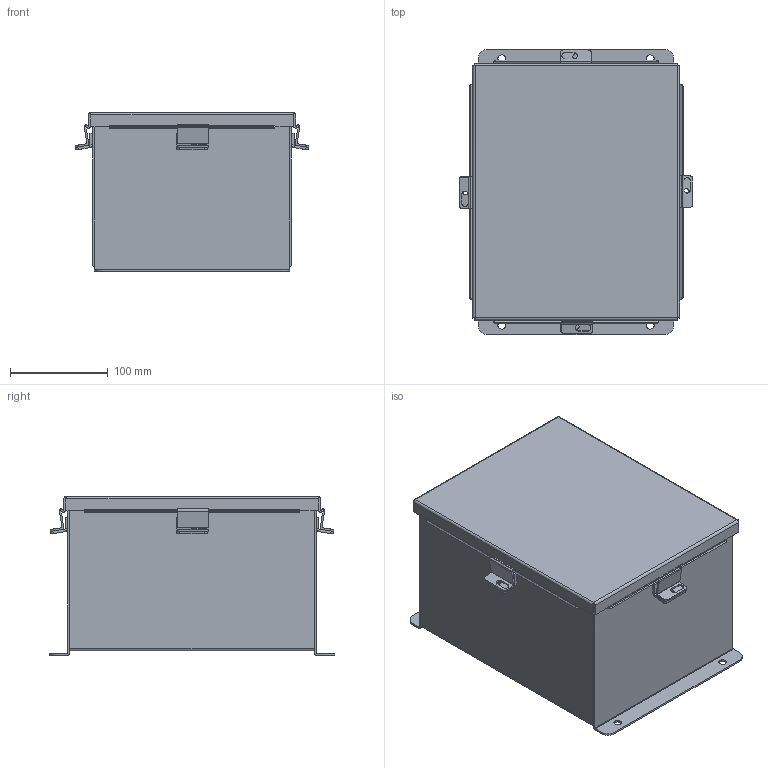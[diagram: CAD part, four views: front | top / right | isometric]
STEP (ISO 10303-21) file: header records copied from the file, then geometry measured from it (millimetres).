
FILE_DESCRIPTION (( 'STEP AP203' ), '1' );
FILE_NAME ('N100806NFSSWP.STEP', '2014-03-26T19:13:54', ( 'changeme' ), ( 'Microsoft' ), 'SwSTEP 2.0', 'SolidWorks 2013', '' );
FILE_SCHEMA (( 'CONFIG_CONTROL_DESIGN' ));
Length unit declared in the file: inch
Products named in the file (10): N100806NFSSWP JIC Backpanel; N100806NFSSWP JIC Clamp Bracket; N100806NFSSWP JIC Cover Clamp; N100806NFSSWP JIC Top; N100806NFSSWP JIC Bottom; N100806NFSSWP HW-CD-S-25020-034; N100806NFSSWP JIC Enclosure Template; N100806NFSSWP; N100806NFSSWP JIC_Cover_Template; N100806NFSSWP JIC_Standoff
Assembly tree (19 placements, depth 2):
  N100806NFSSWP
    N100806NFSSWP JIC Enclosure Template
    N100806NFSSWP JIC_Cover_Template
    N100806NFSSWP JIC_Standoff  x4
    N100806NFSSWP JIC Backpanel
    N100806NFSSWP JIC Clamp Bracket  x4
    N100806NFSSWP JIC Cover Clamp  x4
    N100806NFSSWP JIC Top
    N100806NFSSWP JIC Bottom
    N100806NFSSWP HW-CD-S-25020-034  x2
Bounding box: 238.93 x 291.48 x 162.3 mm (x, y, z)
Volume: 608810.1 mm3; surface area: 651701.3 mm2
Topology: 19 solids, 19 shells, 456 faces, 1008 edges, 596 vertices
Faces by surface type: plane 292, cylinder 144, bspline 8, torus 8, cone 4
Entity records: 9556 total; most frequent: CARTESIAN_POINT 1750, DIRECTION 1396, ORIENTED_EDGE 1284, EDGE_CURVE 642, AXIS2_PLACEMENT_3D 472, VECTOR 452, LINE 452, VERTEX_POINT 378
